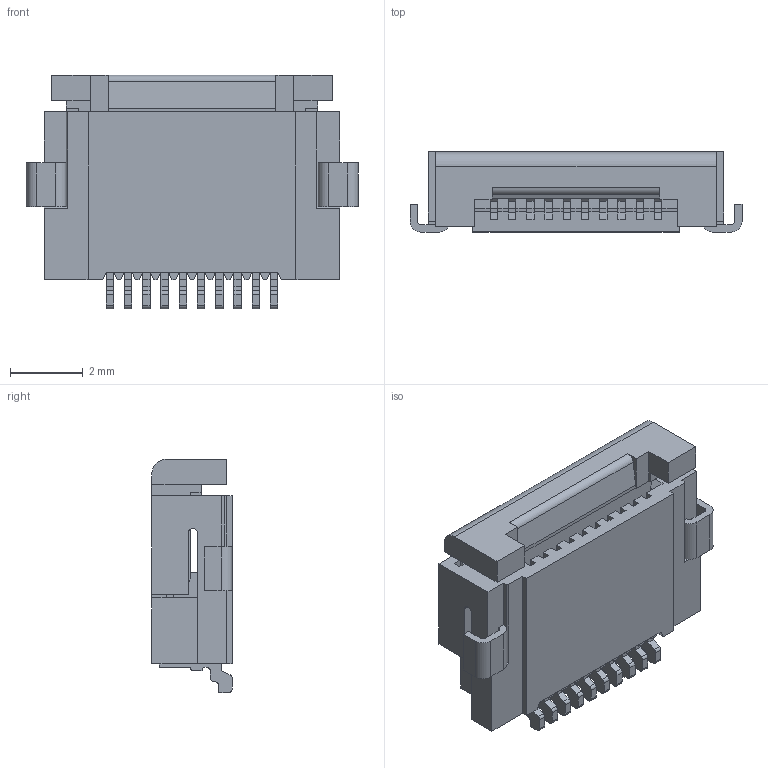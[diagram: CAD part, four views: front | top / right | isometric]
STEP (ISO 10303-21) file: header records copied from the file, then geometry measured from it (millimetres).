
FILE_DESCRIPTION (( 'STEP AP214' ), '1' );
FILE_NAME ('FH12-10S-0.5SH(55).STEP', '2021-04-27T15:00:10', ( '' ), ( '' ), 'SwSTEP 2.0', 'SolidWorks 2017', '' );
FILE_SCHEMA (( 'AUTOMOTIVE_DESIGN' ));
Length unit declared in the file: millimetre
Products named in the file (1): FH12-10S-0.5SH(55)
Bounding box: 9.1 x 2.2 x 6.4 mm (x, y, z)
Volume: 69.7 mm3; surface area: 343.3 mm2
Topology: 24 solids, 24 shells, 704 faces, 1934 edges, 1288 vertices
Faces by surface type: plane 614, cylinder 90
Entity records: 22295 total; most frequent: CARTESIAN_POINT 3927, ORIENTED_EDGE 3868, DIRECTION 3524, EDGE_CURVE 1934, LINE 1754, VECTOR 1754, VERTEX_POINT 1288, AXIS2_PLACEMENT_3D 885
